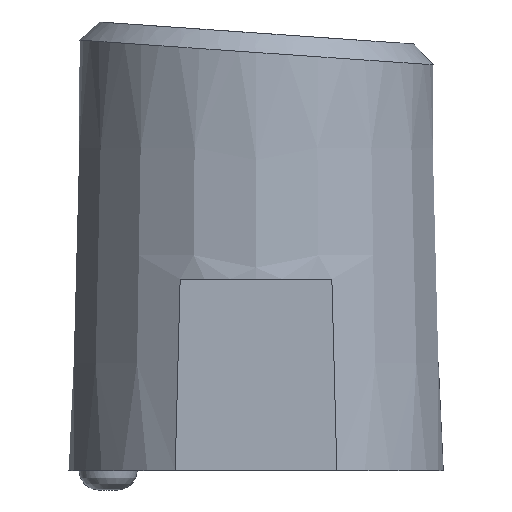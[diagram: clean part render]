
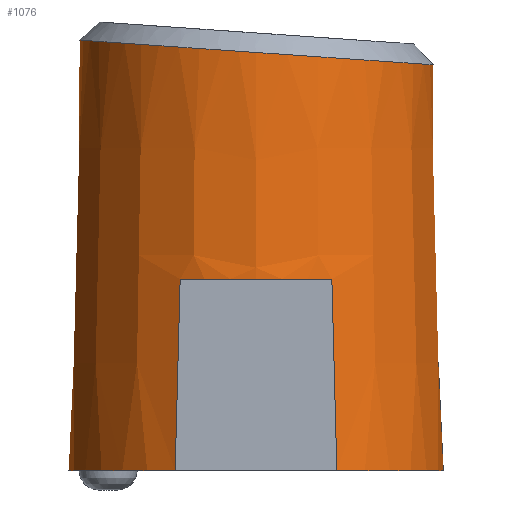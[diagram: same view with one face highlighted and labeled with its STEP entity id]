
A CAD part, left-side view. The second image highlights one B-rep face of the part: STEP entity #1076.
In plain terms, the highlighted conical face has half-angle 1.5 degrees and reference radius 2.25 mm.
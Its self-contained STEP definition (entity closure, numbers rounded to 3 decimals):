
#21=B_SPLINE_CURVE_WITH_KNOTS('',3,(#2161,#2162,#2163,#2164,#2165,#2166,
#2167,#2168,#2169),.UNSPECIFIED.,.F.,.F.,(4,1,1,1,1,1,4),(-3.142,
-2.244,-1.346,-0.449,0.449,
1.346,1.577),.UNSPECIFIED.);
#22=B_SPLINE_CURVE_WITH_KNOTS('',3,(#2170,#2171,#2172,#2173,#2174),
 .UNSPECIFIED.,.F.,.F.,(4,1,4),(1.577,2.244,3.142),
 .UNSPECIFIED.);
#139=LINE('',#2177,#221);
#221=VECTOR('',#1466,2.25);
#256=(
BOUNDED_CURVE()
B_SPLINE_CURVE(2,(#2181,#2182,#2183),.UNSPECIFIED.,.F.,.F.)
B_SPLINE_CURVE_WITH_KNOTS((3,3),(9753.41,9758.246),
 .UNSPECIFIED.)
CURVE()
GEOMETRIC_REPRESENTATION_ITEM()
RATIONAL_B_SPLINE_CURVE((1.,1.,1.))
REPRESENTATION_ITEM('')
);
#257=(
BOUNDED_CURVE()
B_SPLINE_CURVE(2,(#2187,#2188,#2189),.UNSPECIFIED.,.F.,.F.)
B_SPLINE_CURVE_WITH_KNOTS((3,3),(10262.356,10267.192),
 .UNSPECIFIED.)
CURVE()
GEOMETRIC_REPRESENTATION_ITEM()
RATIONAL_B_SPLINE_CURVE((1.,1.,1.))
REPRESENTATION_ITEM('')
);
#258=(
BOUNDED_CURVE()
B_SPLINE_CURVE(2,(#2193,#2194,#2195),.UNSPECIFIED.,.F.,.F.)
B_SPLINE_CURVE_WITH_KNOTS((3,3),(9753.41,9758.246),
 .UNSPECIFIED.)
CURVE()
GEOMETRIC_REPRESENTATION_ITEM()
RATIONAL_B_SPLINE_CURVE((1.,1.,1.))
REPRESENTATION_ITEM('')
);
#259=(
BOUNDED_CURVE()
B_SPLINE_CURVE(2,(#2199,#2200,#2201),.UNSPECIFIED.,.F.,.F.)
B_SPLINE_CURVE_WITH_KNOTS((3,3),(10262.356,10267.192),
 .UNSPECIFIED.)
CURVE()
GEOMETRIC_REPRESENTATION_ITEM()
RATIONAL_B_SPLINE_CURVE((1.,1.,1.))
REPRESENTATION_ITEM('')
);
#264=CONICAL_SURFACE('',#1199,2.25,0.026);
#345=FACE_OUTER_BOUND('',#412,.T.);
#412=EDGE_LOOP('',(#937,#938,#939,#940,#941,#942,#943,#944,#945,#946,#947,
#948,#949));
#450=CIRCLE('',#1200,2.349);
#451=CIRCLE('',#1201,2.413);
#452=CIRCLE('',#1202,2.349);
#453=CIRCLE('',#1203,2.413);
#454=CIRCLE('',#1204,2.349);
#532=VERTEX_POINT('',#2158);
#533=VERTEX_POINT('',#2160);
#534=VERTEX_POINT('',#2176);
#535=VERTEX_POINT('',#2178);
#536=VERTEX_POINT('',#2180);
#537=VERTEX_POINT('',#2184);
#538=VERTEX_POINT('',#2186);
#539=VERTEX_POINT('',#2190);
#540=VERTEX_POINT('',#2192);
#541=VERTEX_POINT('',#2196);
#542=VERTEX_POINT('',#2198);
#674=EDGE_CURVE('',#532,#533,#21,.T.);
#675=EDGE_CURVE('',#533,#532,#22,.T.);
#676=EDGE_CURVE('',#533,#534,#139,.T.);
#677=EDGE_CURVE('',#534,#535,#450,.T.);
#678=EDGE_CURVE('',#535,#536,#256,.F.);
#679=EDGE_CURVE('',#536,#537,#451,.F.);
#680=EDGE_CURVE('',#537,#538,#257,.F.);
#681=EDGE_CURVE('',#538,#539,#452,.T.);
#682=EDGE_CURVE('',#539,#540,#258,.F.);
#683=EDGE_CURVE('',#540,#541,#453,.F.);
#684=EDGE_CURVE('',#541,#542,#259,.F.);
#685=EDGE_CURVE('',#542,#534,#454,.T.);
#937=ORIENTED_EDGE('',*,*,#674,.F.);
#938=ORIENTED_EDGE('',*,*,#675,.F.);
#939=ORIENTED_EDGE('',*,*,#676,.T.);
#940=ORIENTED_EDGE('',*,*,#677,.T.);
#941=ORIENTED_EDGE('',*,*,#678,.T.);
#942=ORIENTED_EDGE('',*,*,#679,.T.);
#943=ORIENTED_EDGE('',*,*,#680,.T.);
#944=ORIENTED_EDGE('',*,*,#681,.T.);
#945=ORIENTED_EDGE('',*,*,#682,.T.);
#946=ORIENTED_EDGE('',*,*,#683,.T.);
#947=ORIENTED_EDGE('',*,*,#684,.T.);
#948=ORIENTED_EDGE('',*,*,#685,.T.);
#949=ORIENTED_EDGE('',*,*,#676,.F.);
#1076=ADVANCED_FACE('',(#345),#264,.T.);
#1199=AXIS2_PLACEMENT_3D('',#2175,#1464,#1465);
#1200=AXIS2_PLACEMENT_3D('',#2179,#1467,#1468);
#1201=AXIS2_PLACEMENT_3D('',#2185,#1469,#1470);
#1202=AXIS2_PLACEMENT_3D('',#2191,#1471,#1472);
#1203=AXIS2_PLACEMENT_3D('',#2197,#1473,#1474);
#1204=AXIS2_PLACEMENT_3D('',#2202,#1475,#1476);
#1464=DIRECTION('center_axis',(0.,0.,-1.));
#1465=DIRECTION('ref_axis',(1.,0.,0.));
#1466=DIRECTION('',(-0.026,0.,-1.));
#1467=DIRECTION('center_axis',(0.,0.,1.));
#1468=DIRECTION('ref_axis',(1.,0.,0.));
#1469=DIRECTION('center_axis',(0.,0.,-1.));
#1470=DIRECTION('ref_axis',(1.,0.,0.));
#1471=DIRECTION('center_axis',(0.,0.,1.));
#1472=DIRECTION('ref_axis',(1.,0.,0.));
#1473=DIRECTION('center_axis',(0.,0.,-1.));
#1474=DIRECTION('ref_axis',(1.,0.,0.));
#1475=DIRECTION('center_axis',(0.,0.,1.));
#1476=DIRECTION('ref_axis',(1.,0.,0.));
#2158=CARTESIAN_POINT('',(0.,-13.821,7.977));
#2160=CARTESIAN_POINT('',(-2.273,-11.543,8.135));
#2161=CARTESIAN_POINT('Ctrl Pts',(0.,-13.821,
7.977));
#2162=CARTESIAN_POINT('Ctrl Pts',(0.685,-13.821,7.977));
#2163=CARTESIAN_POINT('Ctrl Pts',(2.049,-13.159,8.022));
#2164=CARTESIAN_POINT('Ctrl Pts',(2.529,-10.948,8.176));
#2165=CARTESIAN_POINT('Ctrl Pts',(1.117,-9.203,8.299));
#2166=CARTESIAN_POINT('Ctrl Pts',(-1.116,-9.207,8.298));
#2167=CARTESIAN_POINT('Ctrl Pts',(-2.182,-10.515,8.207));
#2168=CARTESIAN_POINT('Ctrl Pts',(-2.274,-11.368,8.147));
#2169=CARTESIAN_POINT('Ctrl Pts',(-2.273,-11.543,8.135));
#2170=CARTESIAN_POINT('Ctrl Pts',(-2.273,-11.543,8.135));
#2171=CARTESIAN_POINT('Ctrl Pts',(-2.27,-12.049,8.1));
#2172=CARTESIAN_POINT('Ctrl Pts',(-1.871,-13.244,8.017));
#2173=CARTESIAN_POINT('Ctrl Pts',(-0.685,-13.821,
7.977));
#2174=CARTESIAN_POINT('Ctrl Pts',(0.,-13.821,
7.977));
#2175=CARTESIAN_POINT('Origin',(0.,-11.544,
9.));
#2176=CARTESIAN_POINT('',(-2.349,-11.544,5.225));
#2177=CARTESIAN_POINT('',(-2.25,-11.544,9.));
#2178=CARTESIAN_POINT('',(-2.137,-12.518,5.225));
#2179=CARTESIAN_POINT('Origin',(0.,-11.544,
5.225));
#2180=CARTESIAN_POINT('',(-2.178,-12.583,2.767));
#2181=CARTESIAN_POINT('Ctrl Pts',(-2.178,-12.583,2.767));
#2182=CARTESIAN_POINT('Ctrl Pts',(-2.158,-12.55,4.008));
#2183=CARTESIAN_POINT('Ctrl Pts',(-2.137,-12.518,5.225));
#2184=CARTESIAN_POINT('',(2.178,-12.583,2.767));
#2185=CARTESIAN_POINT('Origin',(0.,-11.544,
2.767));
#2186=CARTESIAN_POINT('',(2.137,-12.518,5.225));
#2187=CARTESIAN_POINT('Ctrl Pts',(2.137,-12.518,5.225));
#2188=CARTESIAN_POINT('Ctrl Pts',(2.158,-12.55,4.008));
#2189=CARTESIAN_POINT('Ctrl Pts',(2.178,-12.583,2.767));
#2190=CARTESIAN_POINT('',(2.137,-10.571,5.225));
#2191=CARTESIAN_POINT('Origin',(0.,-11.544,
5.225));
#2192=CARTESIAN_POINT('',(2.178,-10.506,2.767));
#2193=CARTESIAN_POINT('Ctrl Pts',(2.178,-10.506,2.767));
#2194=CARTESIAN_POINT('Ctrl Pts',(2.158,-10.539,4.008));
#2195=CARTESIAN_POINT('Ctrl Pts',(2.137,-10.571,5.225));
#2196=CARTESIAN_POINT('',(-2.178,-10.506,2.767));
#2197=CARTESIAN_POINT('Origin',(0.,-11.544,
2.767));
#2198=CARTESIAN_POINT('',(-2.137,-10.571,5.225));
#2199=CARTESIAN_POINT('Ctrl Pts',(-2.137,-10.571,5.225));
#2200=CARTESIAN_POINT('Ctrl Pts',(-2.158,-10.539,4.008));
#2201=CARTESIAN_POINT('Ctrl Pts',(-2.178,-10.506,2.767));
#2202=CARTESIAN_POINT('Origin',(0.,-11.544,
5.225));
